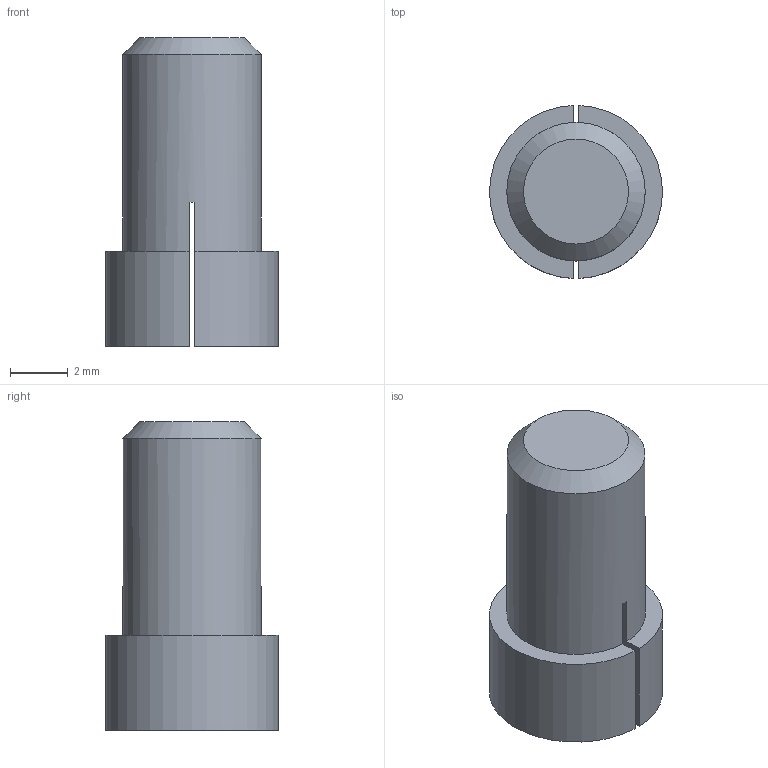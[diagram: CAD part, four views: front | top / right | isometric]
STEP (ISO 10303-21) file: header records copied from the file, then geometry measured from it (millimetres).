
FILE_DESCRIPTION(('FreeCAD Model'),'2;1');
FILE_NAME('Open CASCADE Shape Model','2025-12-26T14:57:15',(''),(''), 'Open CASCADE STEP processor 7.8','FreeCAD','Unknown');
FILE_SCHEMA(('AUTOMOTIVE_DESIGN { 1 0 10303 214 1 1 1 1 }'));
Length unit declared in the file: millimetre
Products named in the file (1): difference
Bounding box: 6 x 6 x 10.7 mm (x, y, z)
Volume: 201.2 mm3; surface area: 293.6 mm2
Topology: 1 solids, 1 shells, 24 faces, 67 edges, 45 vertices
Faces by surface type: plane 20, cylinder 3, cone 1
Full cylindrical faces by diameter (mm): 4.8 x1
Entity records: 794 total; most frequent: CARTESIAN_POINT 137, ORIENTED_EDGE 134, DIRECTION 130, EDGE_CURVE 67, LINE 54, VECTOR 54, VERTEX_POINT 45, AXIS2_PLACEMENT_3D 38
